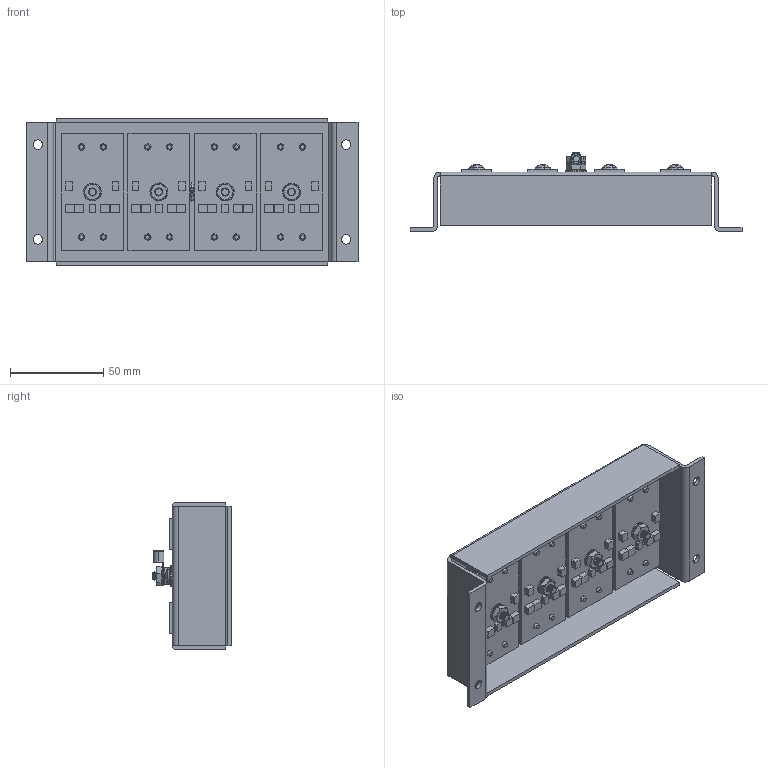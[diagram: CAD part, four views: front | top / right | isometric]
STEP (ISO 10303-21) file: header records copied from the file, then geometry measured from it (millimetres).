
FILE_DESCRIPTION (( 'STEP AP214' ), '1' );
FILE_NAME ('CMSP-CAT5-4.STEP', '2010-07-01T15:35:17', ( 'x' ), ( 'Microsoft' ), 'SwSTEP 2.0', 'SolidWorks 2010', '' );
FILE_SCHEMA (( 'AUTOMOTIVE_DESIGN' ));
Length unit declared in the file: inch
Products named in the file (13): XFN-0018; 1AJ03-012; 1AJ03-013; XFW-0002; 1AJ02-063; XCT-0005; XFN-0003; HYP322 Rev-1; 1AG02-010; CMSP-CAT5-4; XFW-0004; XFS-0016; XMH-0034
Assembly tree (39 placements, depth 2):
  CMSP-CAT5-4
    XFN-0018  x4
    HYP322 Rev-1  x4
    XFW-0002
    1AJ03-013  x8
    XMH-0034  x4
    1AJ03-012  x8
    XFW-0004
    1AG02-010
    1AJ02-063  x4
    XFS-0016
    XFN-0003  x2
    XCT-0005
Bounding box: 177.8 x 42.4 x 79.03 mm (x, y, z)
Volume: 92094 mm3; surface area: 89385.7 mm2
Topology: 39 solids, 39 shells, 2176 faces, 5218 edges, 3209 vertices
Faces by surface type: plane 869, cone 722, cylinder 404, torus 139, bspline 42
Entity records: 30269 total; most frequent: CARTESIAN_POINT 8281, DIRECTION 3976, ORIENTED_EDGE 3840, EDGE_CURVE 1920, AXIS2_PLACEMENT_3D 1416, VERTEX_POINT 1193, VECTOR 1144, LINE 1144
